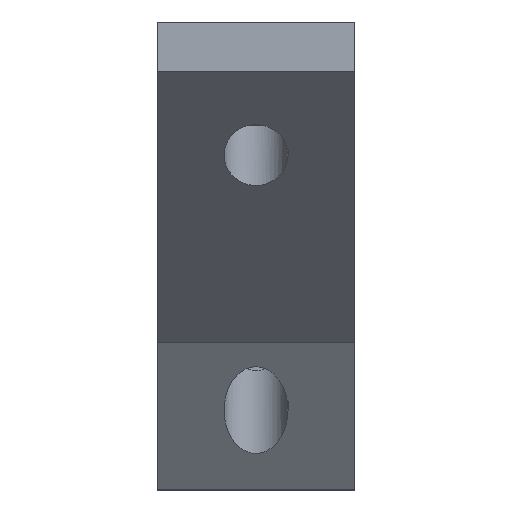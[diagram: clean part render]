
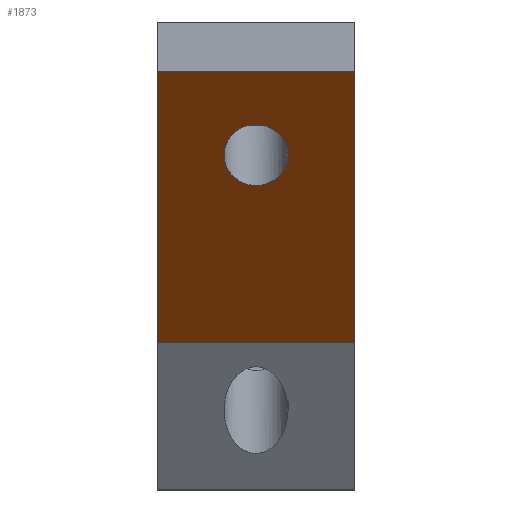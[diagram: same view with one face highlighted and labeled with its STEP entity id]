
A CAD part, front view. The second image highlights one B-rep face of the part: STEP entity #1873.
In plain terms, the highlighted planar face has unit normal (0, -0.689, -0.725).
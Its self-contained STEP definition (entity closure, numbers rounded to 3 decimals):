
#16=ELLIPSE('',#1955,8.964,6.5);
#93=FACE_BOUND('',#253,.T.);
#135=FACE_OUTER_BOUND('',#252,.T.);
#252=EDGE_LOOP('',(#1492,#1493,#1494,#1495));
#253=EDGE_LOOP('',(#1496));
#325=LINE('',#2575,#554);
#422=LINE('',#2802,#651);
#486=LINE('',#2925,#715);
#487=LINE('',#2926,#716);
#554=VECTOR('',#2087,10.);
#651=VECTOR('',#2252,10.);
#715=VECTOR('',#2334,10.);
#716=VECTOR('',#2335,10.);
#785=VERTEX_POINT('',#2572);
#786=VERTEX_POINT('',#2574);
#852=VERTEX_POINT('',#2712);
#881=VERTEX_POINT('',#2799);
#882=VERTEX_POINT('',#2801);
#967=EDGE_CURVE('',#785,#786,#325,.T.);
#1037=EDGE_CURVE('',#852,#852,#16,.T.);
#1084=EDGE_CURVE('',#881,#882,#422,.T.);
#1148=EDGE_CURVE('',#786,#881,#486,.T.);
#1149=EDGE_CURVE('',#882,#785,#487,.T.);
#1492=ORIENTED_EDGE('',*,*,#1084,.F.);
#1493=ORIENTED_EDGE('',*,*,#1148,.F.);
#1494=ORIENTED_EDGE('',*,*,#967,.F.);
#1495=ORIENTED_EDGE('',*,*,#1149,.F.);
#1496=ORIENTED_EDGE('',*,*,#1037,.T.);
#1796=PLANE('',#1990);
#1873=ADVANCED_FACE('',(#135,#93),#1796,.T.);
#1955=AXIS2_PLACEMENT_3D('',#2714,#2167,#2168);
#1990=AXIS2_PLACEMENT_3D('',#2924,#2332,#2333);
#2087=DIRECTION('',(0.,-0.725,0.689));
#2167=DIRECTION('center_axis',(0.,0.689,0.725));
#2168=DIRECTION('ref_axis',(0.,0.725,-0.689));
#2252=DIRECTION('',(0.,0.725,-0.689));
#2332=DIRECTION('center_axis',(0.,-0.689,-0.725));
#2333=DIRECTION('ref_axis',(0.,-0.725,0.689));
#2334=DIRECTION('',(1.,0.,0.));
#2335=DIRECTION('',(-1.,0.,0.));
#2572=CARTESIAN_POINT('',(-20.,39.976,-24.968));
#2574=CARTESIAN_POINT('',(-20.,-17.912,30.));
#2575=CARTESIAN_POINT('',(-20.,-17.912,30.));
#2712=CARTESIAN_POINT('',(6.5,0.,12.992));
#2714=CARTESIAN_POINT('Origin',(0.,0.,12.992));
#2799=CARTESIAN_POINT('',(20.,-17.912,30.));
#2801=CARTESIAN_POINT('',(20.,39.976,-24.968));
#2802=CARTESIAN_POINT('',(20.,-17.912,30.));
#2924=CARTESIAN_POINT('Origin',(20.,39.976,-24.968));
#2925=CARTESIAN_POINT('',(7.5,-17.912,30.));
#2926=CARTESIAN_POINT('',(20.,39.976,-24.968));
